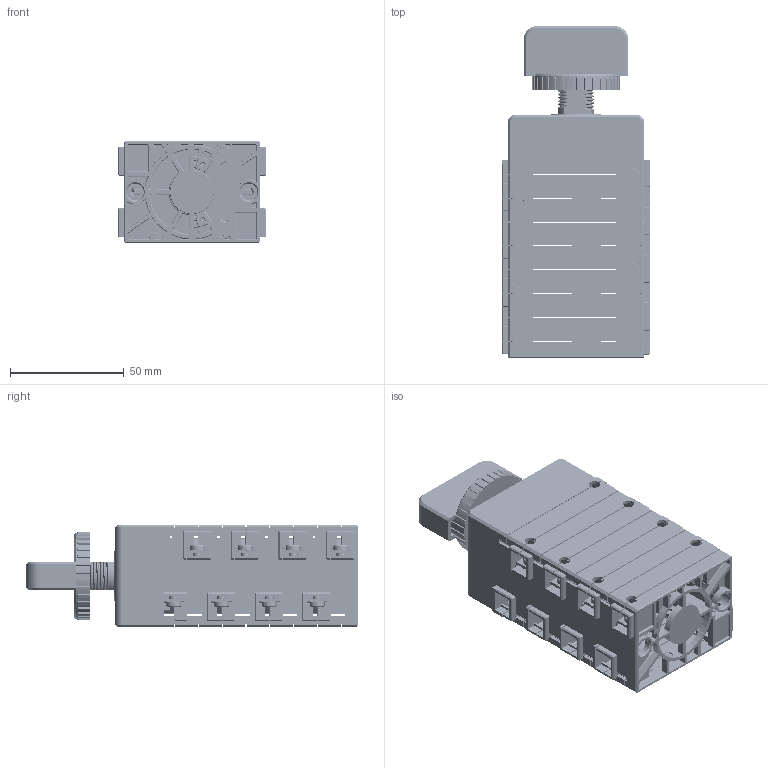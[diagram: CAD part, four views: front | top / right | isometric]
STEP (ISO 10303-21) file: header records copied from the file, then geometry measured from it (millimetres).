
FILE_DESCRIPTION((''),'2;1');
FILE_NAME('CDGNE-50-8','2023-08-03T',('chunfeng.wu'),(''),'PRO/ENGINEER BY PARAMETRIC TECHNOLOGY CORPORATION, 2015440','PRO/ENGINEER BY PARAMETRIC TECHNOLOGY CORPORATION, 2015440','');
FILE_SCHEMA(('CONFIG_CONTROL_DESIGN'));
Products named in the file (1): CDGNE-50-8
Bounding box: 65 x 146 x 45 mm (x, y, z)
Volume: 79920.2 mm3; surface area: 99050 mm2
Topology: 3 solids, 3 shells, 8035 faces, 20696 edges, 12608 vertices
Faces by surface type: plane 3626, cylinder 2743, sphere 788, torus 477, cone 267, bspline 72, extrusion 62
Entity records: 253605 total; most frequent: CARTESIAN_POINT 56534, DIRECTION 42148, ORIENTED_EDGE 41178, EDGE_CURVE 20589, AXIS2_PLACEMENT_3D 14779, VERTEX_POINT 12608, VECTOR 12590, LINE 12528
